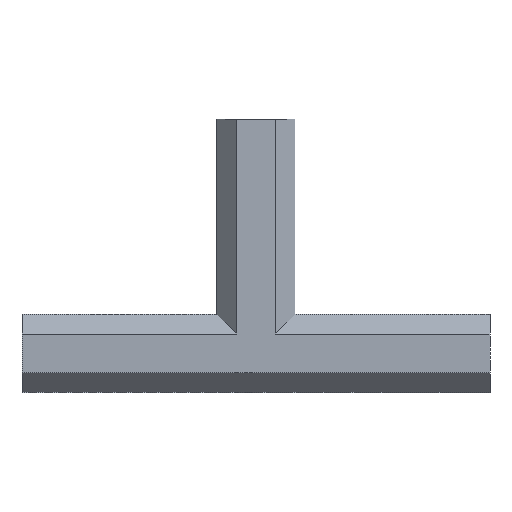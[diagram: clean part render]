
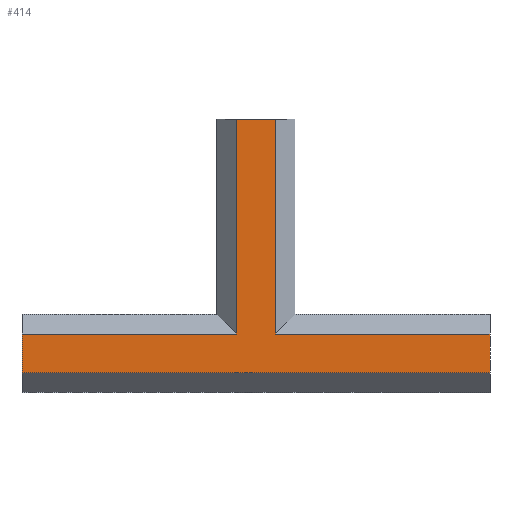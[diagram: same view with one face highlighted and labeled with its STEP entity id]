
A CAD part, front view. The second image highlights one B-rep face of the part: STEP entity #414.
In plain terms, the highlighted planar face has unit normal (0, -1, 0).
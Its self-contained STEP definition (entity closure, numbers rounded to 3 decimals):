
#36=FACE_OUTER_BOUND('',#62,.T.);
#62=EDGE_LOOP('',(#336,#337,#338,#339,#340,#341,#342,#343));
#81=LINE('',#594,#133);
#97=LINE('',#628,#149);
#108=LINE('',#652,#160);
#112=LINE('',#659,#164);
#115=LINE('',#667,#167);
#116=LINE('',#668,#168);
#117=LINE('',#670,#169);
#118=LINE('',#671,#170);
#133=VECTOR('',#480,10.);
#149=VECTOR('',#506,10.);
#160=VECTOR('',#529,10.);
#164=VECTOR('',#535,10.);
#167=VECTOR('',#542,10.);
#168=VECTOR('',#543,10.);
#169=VECTOR('',#544,10.);
#170=VECTOR('',#545,10.);
#184=VERTEX_POINT('',#591);
#185=VERTEX_POINT('',#593);
#197=VERTEX_POINT('',#625);
#198=VERTEX_POINT('',#627);
#205=VERTEX_POINT('',#651);
#207=VERTEX_POINT('',#658);
#210=VERTEX_POINT('',#666);
#211=VERTEX_POINT('',#669);
#221=EDGE_CURVE('',#185,#184,#81,.T.);
#238=EDGE_CURVE('',#198,#197,#97,.T.);
#250=EDGE_CURVE('',#185,#205,#108,.T.);
#254=EDGE_CURVE('',#207,#205,#112,.T.);
#258=EDGE_CURVE('',#210,#184,#115,.T.);
#259=EDGE_CURVE('',#198,#210,#116,.T.);
#260=EDGE_CURVE('',#211,#197,#117,.T.);
#261=EDGE_CURVE('',#207,#211,#118,.T.);
#336=ORIENTED_EDGE('',*,*,#250,.F.);
#337=ORIENTED_EDGE('',*,*,#221,.T.);
#338=ORIENTED_EDGE('',*,*,#258,.F.);
#339=ORIENTED_EDGE('',*,*,#259,.F.);
#340=ORIENTED_EDGE('',*,*,#238,.T.);
#341=ORIENTED_EDGE('',*,*,#260,.F.);
#342=ORIENTED_EDGE('',*,*,#261,.F.);
#343=ORIENTED_EDGE('',*,*,#254,.T.);
#393=PLANE('',#454);
#414=ADVANCED_FACE('',(#36),#393,.F.);
#454=AXIS2_PLACEMENT_3D('',#665,#540,#541);
#480=DIRECTION('',(0.,0.,1.));
#506=DIRECTION('',(-1.,0.,0.));
#529=DIRECTION('',(-1.,0.,0.));
#535=DIRECTION('',(0.,0.,-1.));
#540=DIRECTION('center_axis',(0.,1.,0.));
#541=DIRECTION('ref_axis',(1.,0.,0.));
#542=DIRECTION('',(1.,0.,0.));
#543=DIRECTION('',(0.,0.,-1.));
#544=DIRECTION('',(0.,0.,1.));
#545=DIRECTION('',(1.,0.,0.));
#591=CARTESIAN_POINT('',(24.,0.,3.));
#593=CARTESIAN_POINT('',(24.,0.,1.));
#594=CARTESIAN_POINT('',(24.,0.,0.));
#625=CARTESIAN_POINT('',(11.,0.,14.));
#627=CARTESIAN_POINT('',(13.,0.,14.));
#628=CARTESIAN_POINT('',(14.,0.,14.));
#651=CARTESIAN_POINT('',(0.,0.,1.));
#652=CARTESIAN_POINT('',(18.,0.,1.));
#658=CARTESIAN_POINT('',(0.,0.,3.));
#659=CARTESIAN_POINT('',(0.,0.,4.));
#665=CARTESIAN_POINT('Origin',(12.,0.,7.));
#666=CARTESIAN_POINT('',(13.,0.,3.));
#667=CARTESIAN_POINT('',(13.,0.,3.));
#668=CARTESIAN_POINT('',(13.,0.,10.5));
#669=CARTESIAN_POINT('',(11.,0.,3.));
#670=CARTESIAN_POINT('',(11.,0.,5.5));
#671=CARTESIAN_POINT('',(6.,0.,3.));
